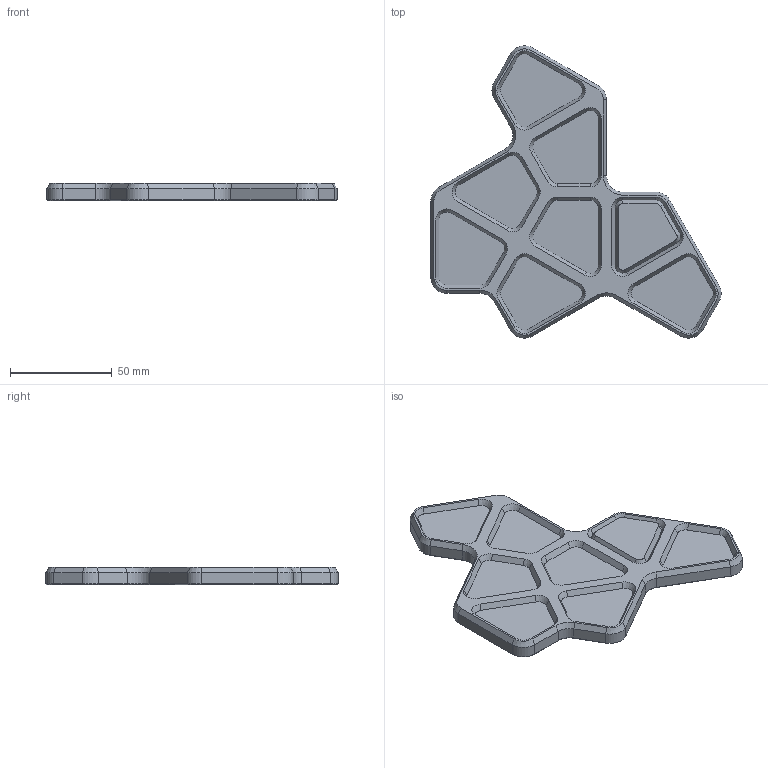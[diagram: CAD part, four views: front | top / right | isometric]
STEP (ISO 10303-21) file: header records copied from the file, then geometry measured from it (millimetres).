
FILE_DESCRIPTION(/* description */ (''),/* implementation_level */ '2;1');
FILE_NAME(/* name */ 'Aperiodic monotile partitioned 2.step',/* time_stamp */ '2026-02-09T12:28:21-06:00',/* author */ (''),/* organization */ (''),/* preprocessor_version */ 'ST-DEVELOPER v20.1',/* originating_system */ 'Autodesk Translation Framework v14.24.0.0',/* authorisation */ '');
FILE_SCHEMA (('AUTOMOTIVE_DESIGN { 1 0 10303 214 3 1 1 }'));
Length unit declared in the file: millimetre
Products named in the file (1): Aperiodic monotile
Bounding box: 142.94 x 143.98 x 8.8 mm (x, y, z)
Volume: 85742.8 mm3; surface area: 42098.1 mm2
Topology: 10 solids, 10 shells, 442 faces, 1006 edges, 584 vertices
Faces by surface type: plane 231, cone 130, cylinder 81
Entity records: 12159 total; most frequent: DIRECTION 2184, CARTESIAN_POINT 2033, ORIENTED_EDGE 2012, EDGE_CURVE 1006, AXIS2_PLACEMENT_3D 735, LINE 714, VECTOR 714, VERTEX_POINT 584
